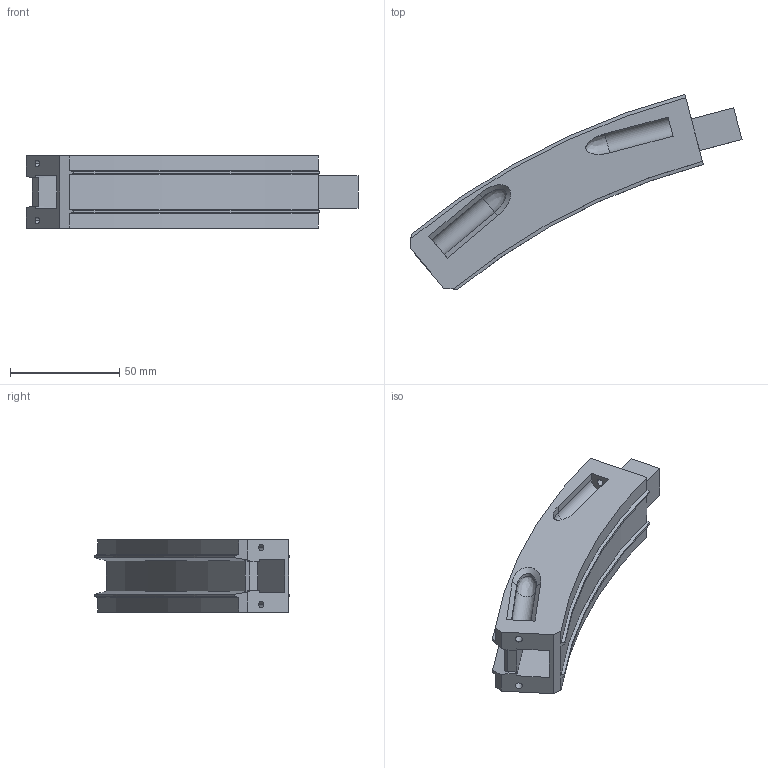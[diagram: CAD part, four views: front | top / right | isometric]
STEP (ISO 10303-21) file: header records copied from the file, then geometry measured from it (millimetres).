
FILE_DESCRIPTION (( 'STEP AP203' ), '1' );
FILE_NAME ('B1_6_Default_sldprt.STEP', '2018-04-16T08:21:13', ( '' ), ( '' ), 'SwSTEP 2.0', 'SolidWorks 2016', '' );
FILE_SCHEMA (( 'CONFIG_CONTROL_DESIGN' ));
Length unit declared in the file: millimetre
Products named in the file (1): B1_6_Default_sldprt
Bounding box: 151.62 x 88.95 x 33 mm (x, y, z)
Volume: 97824 mm3; surface area: 31930.5 mm2
Topology: 1 solids, 1 shells, 74 faces, 199 edges, 128 vertices
Faces by surface type: plane 33, cylinder 24, bspline 9, cone 8
Entity records: 2762 total; most frequent: CARTESIAN_POINT 881, ORIENTED_EDGE 390, DIRECTION 354, EDGE_CURVE 195, VERTEX_POINT 128, AXIS2_PLACEMENT_3D 118, VECTOR 118, LINE 118
